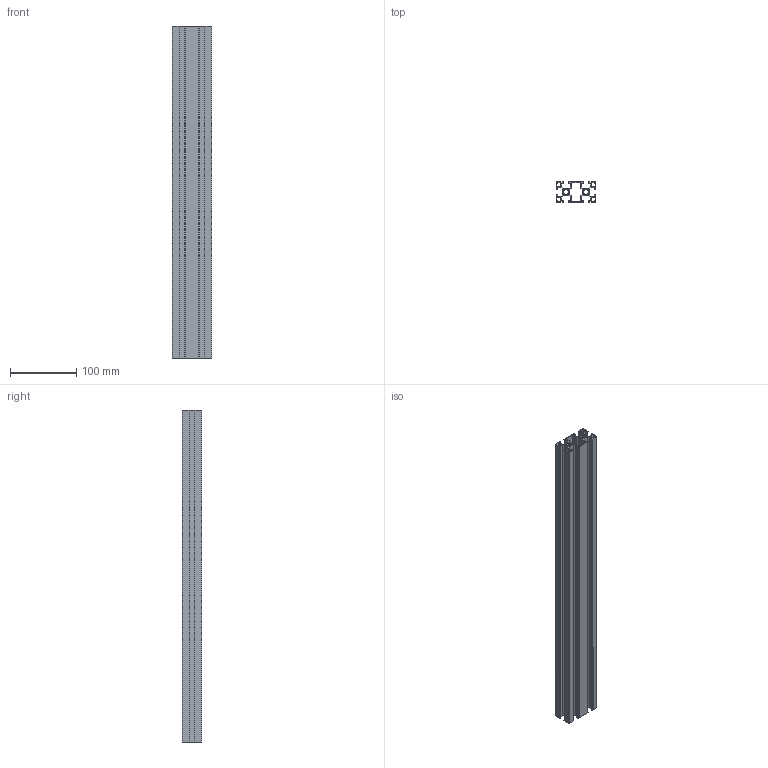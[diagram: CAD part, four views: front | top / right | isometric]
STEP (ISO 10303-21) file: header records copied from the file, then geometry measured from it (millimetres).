
FILE_DESCRIPTION(/* description */ (''),/* implementation_level */ '2;1');
FILE_NAME(/* name */ '10-3060-0-500MM.step',/* time_stamp */ '2024-11-11T09:12:19-05:00',/* author */ (''),/* organization */ (''),/* preprocessor_version */ 'ST-DEVELOPER v20',/* originating_system */ 'Autodesk Translation Framework v13.20.0.188',/* authorisation */ '');
FILE_SCHEMA (('AUTOMOTIVE_DESIGN { 1 0 10303 214 3 1 1 }'));
Length unit declared in the file: millimetre
Products named in the file (1): (Unsaved)
Bounding box: 60 x 30 x 500 mm (x, y, z)
Volume: 197114.8 mm3; surface area: 289020.9 mm2
Topology: 1 solids, 1 shells, 258 faces, 768 edges, 512 vertices
Faces by surface type: plane 134, cylinder 124
Entity records: 8781 total; most frequent: CARTESIAN_POINT 1539, ORIENTED_EDGE 1536, DIRECTION 1534, EDGE_CURVE 768, LINE 520, VECTOR 520, VERTEX_POINT 512, AXIS2_PLACEMENT_3D 507
